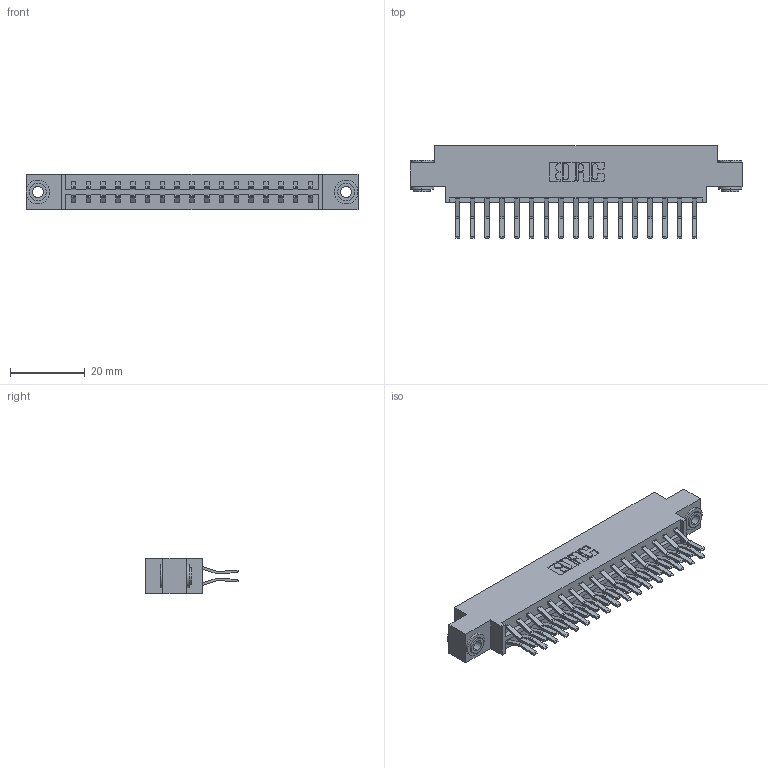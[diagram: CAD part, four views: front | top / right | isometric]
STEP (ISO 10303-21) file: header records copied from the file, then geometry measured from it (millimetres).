
FILE_DESCRIPTION (( 'STEP AP203' ), '1' );
FILE_NAME ('833-034-560-803.STEP', '2020-06-02T23:52:54', ( '' ), ( '' ), 'SwSTEP 2.0', 'SolidWorks 2020', '' );
FILE_SCHEMA (( 'CONFIG_CONTROL_DESIGN' ));
Length unit declared in the file: inch
Products named in the file (4): 345-250-002_345-250-002-102; 833 Part_Offset - .156 Dia - TH; 833-034-560-803; 345-292-001_560 Tail
Assembly tree (37 placements, depth 2):
  833-034-560-803
    833 Part_Offset - .156 Dia - TH
    345-292-001_560 Tail  x34
    345-250-002_345-250-002-102  x2
Bounding box: 88.9 x 24.78 x 9.4 mm (x, y, z)
Volume: 8856.8 mm3; surface area: 11279.8 mm2
Topology: 37 solids, 37 shells, 1992 faces, 5873 edges, 3866 vertices
Faces by surface type: plane 1308, cylinder 676, cone 8
Entity records: 15040 total; most frequent: CARTESIAN_POINT 2501, ORIENTED_EDGE 2430, DIRECTION 2217, EDGE_CURVE 1215, VECTOR 1059, LINE 1059, VERTEX_POINT 806, AXIS2_PLACEMENT_3D 579
